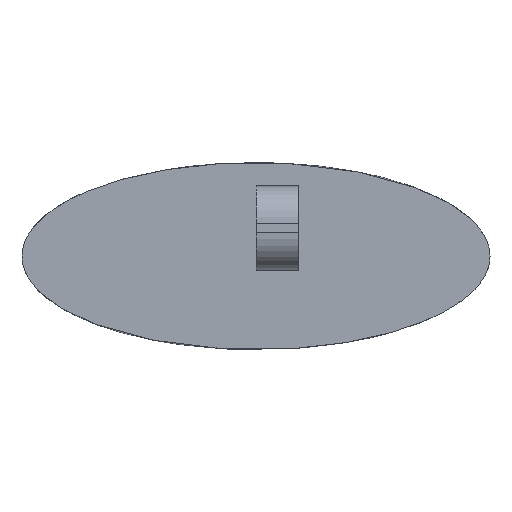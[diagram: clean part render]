
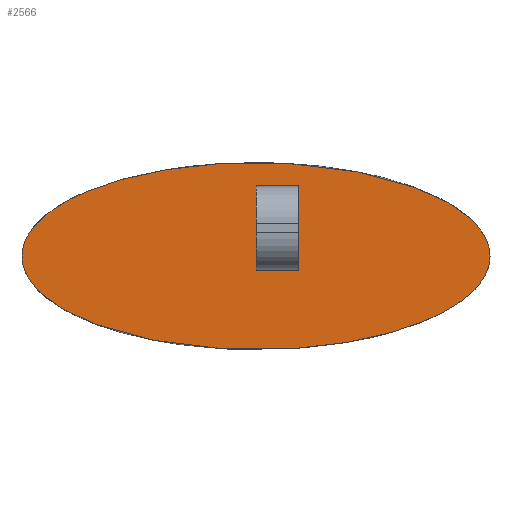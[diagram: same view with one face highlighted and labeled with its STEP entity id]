
A CAD part, front view. The second image highlights one B-rep face of the part: STEP entity #2566.
In plain terms, the highlighted planar face has unit normal (0, -1, 0).
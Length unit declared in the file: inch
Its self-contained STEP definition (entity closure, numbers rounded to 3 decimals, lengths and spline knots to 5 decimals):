
#67 = FACE_OUTER_BOUND ( 'NONE', #232, .T. ) ;
#116 = DIRECTION ( 'NONE',  ( 1., 0., 0. ) ) ;
#131 = AXIS2_PLACEMENT_3D ( 'NONE', #1334, #2336, #1088 ) ;
#133 = CARTESIAN_POINT ( 'NONE',  ( -1.25, 0., 0. ) ) ;
#202 = EDGE_CURVE ( 'NONE', #2137, #1706, #263, .T. ) ;
#232 = EDGE_LOOP ( 'NONE', ( #656, #985 ) ) ;
#263 = LINE ( 'NONE', #566, #3151 ) ;
#317 = PLANE ( 'NONE',  #131 ) ;
#362 = EDGE_CURVE ( 'NONE', #1706, #1463, #827, .T. ) ;
#455 = ORIENTED_EDGE ( 'NONE', *, *, #202, .F. ) ;
#546 = EDGE_CURVE ( 'NONE', #1463, #2911, #1870, .T. ) ;
#566 = CARTESIAN_POINT ( 'NONE',  ( -0.225, 0., 0.375 ) ) ;
#635 = CARTESIAN_POINT ( 'NONE',  ( 0., 0., 0.375 ) ) ;
#656 = ORIENTED_EDGE ( 'NONE', *, *, #2057, .F. ) ;
#745 = DIRECTION ( 'NONE',  ( -1., 0., 0. ) ) ;
#797 = CARTESIAN_POINT ( 'NONE',  ( -1.25, 0., -1. ) ) ;
#827 = LINE ( 'NONE', #1329, #2722 ) ;
#868 = VERTEX_POINT ( 'NONE', #2618 ) ;
#985 = ORIENTED_EDGE ( 'NONE', *, *, #2366, .F. ) ;
#1014 = LINE ( 'NONE', #1247, #2559 ) ;
#1031 = VECTOR ( 'NONE', #116, 39.37008 ) ;
#1088 = DIRECTION ( 'NONE',  ( 0., 0., 1. ) ) ;
#1153 = CARTESIAN_POINT ( 'NONE',  ( -1.25, 0., 1. ) ) ;
#1247 = CARTESIAN_POINT ( 'NONE',  ( 0.225, 0., -0.075 ) ) ;
#1319 = CARTESIAN_POINT ( 'NONE',  ( 1.25, 0., 0. ) ) ;
#1325 = CARTESIAN_POINT ( 'NONE',  ( 0., 0., -0.075 ) ) ;
#1329 = CARTESIAN_POINT ( 'NONE',  ( 0., 0., 0.68589 ) ) ;
#1334 = CARTESIAN_POINT ( 'NONE',  ( 0., 0., 0. ) ) ;
#1368 = CARTESIAN_POINT ( 'NONE',  ( -1.25, 0., 0. ) ) ;
#1413 = CARTESIAN_POINT ( 'NONE',  ( 1.25, 0., 0. ) ) ;
#1463 = VERTEX_POINT ( 'NONE', #1325 ) ;
#1706 = VERTEX_POINT ( 'NONE', #635 ) ;
#1809 = EDGE_CURVE ( 'NONE', #2911, #2137, #1014, .T. ) ;
#1814 = CARTESIAN_POINT ( 'NONE',  ( 0.225, 0., -0.075 ) ) ;
#1870 = LINE ( 'NONE', #2670, #1031 ) ;
#1887 = CARTESIAN_POINT ( 'NONE',  ( 0.225, 0., 0.375 ) ) ;
#1911 = ORIENTED_EDGE ( 'NONE', *, *, #1809, .F. ) ;
#2057 = EDGE_CURVE ( 'NONE', #868, #2445, #2729, .T. ) ;
#2069 = CARTESIAN_POINT ( 'NONE',  ( 1.25, 0., 0. ) ) ;
#2081 = DIRECTION ( 'NONE',  ( 0., 0., -1. ) ) ;
#2137 = VERTEX_POINT ( 'NONE', #1887 ) ;
#2244 = DIRECTION ( 'NONE',  ( 0., 0., 1. ) ) ;
#2319 = CARTESIAN_POINT ( 'NONE',  ( 1.25, 0., -1. ) ) ;
#2336 = DIRECTION ( 'NONE',  ( 0., 1., 0. ) ) ;
#2366 = EDGE_CURVE ( 'NONE', #2445, #868, #3093, .T. ) ;
#2445 = VERTEX_POINT ( 'NONE', #2069 ) ;
#2458 = ORIENTED_EDGE ( 'NONE', *, *, #546, .F. ) ;
#2559 = VECTOR ( 'NONE', #2244, 39.37008 ) ;
#2566 = ADVANCED_FACE ( 'NONE', ( #2833, #67 ), #317, .F. ) ;
#2618 = CARTESIAN_POINT ( 'NONE',  ( -1.25, 0., 0. ) ) ;
#2670 = CARTESIAN_POINT ( 'NONE',  ( -0.225, 0., -0.075 ) ) ;
#2722 = VECTOR ( 'NONE', #2081, 39.37008 ) ;
#2729 =( BOUNDED_CURVE ( )  B_SPLINE_CURVE ( 3, ( #133, #1153, #2921, #1413 ),
 .UNSPECIFIED., .F., .F. ) 
 B_SPLINE_CURVE_WITH_KNOTS ( ( 4, 4 ),
 ( 0., 3.14159 ),
 .UNSPECIFIED. ) 
 CURVE ( )  GEOMETRIC_REPRESENTATION_ITEM ( )  RATIONAL_B_SPLINE_CURVE ( ( 1., 0.333, 0.333, 1. ) ) 
 REPRESENTATION_ITEM ( '' )  );
#2736 = ORIENTED_EDGE ( 'NONE', *, *, #362, .F. ) ;
#2758 = EDGE_LOOP ( 'NONE', ( #2736, #455, #1911, #2458 ) ) ;
#2833 = FACE_BOUND ( 'NONE', #2758, .T. ) ;
#2911 = VERTEX_POINT ( 'NONE', #1814 ) ;
#2921 = CARTESIAN_POINT ( 'NONE',  ( 1.25, 0., 1. ) ) ;
#3093 =( BOUNDED_CURVE ( )  B_SPLINE_CURVE ( 3, ( #1319, #2319, #797, #1368 ),
 .UNSPECIFIED., .F., .T. ) 
 B_SPLINE_CURVE_WITH_KNOTS ( ( 4, 4 ),
 ( 3.14159, 6.28319 ),
 .UNSPECIFIED. ) 
 CURVE ( )  GEOMETRIC_REPRESENTATION_ITEM ( )  RATIONAL_B_SPLINE_CURVE ( ( 1., 0.333, 0.333, 1. ) ) 
 REPRESENTATION_ITEM ( '' )  );
#3151 = VECTOR ( 'NONE', #745, 39.37008 ) ;
